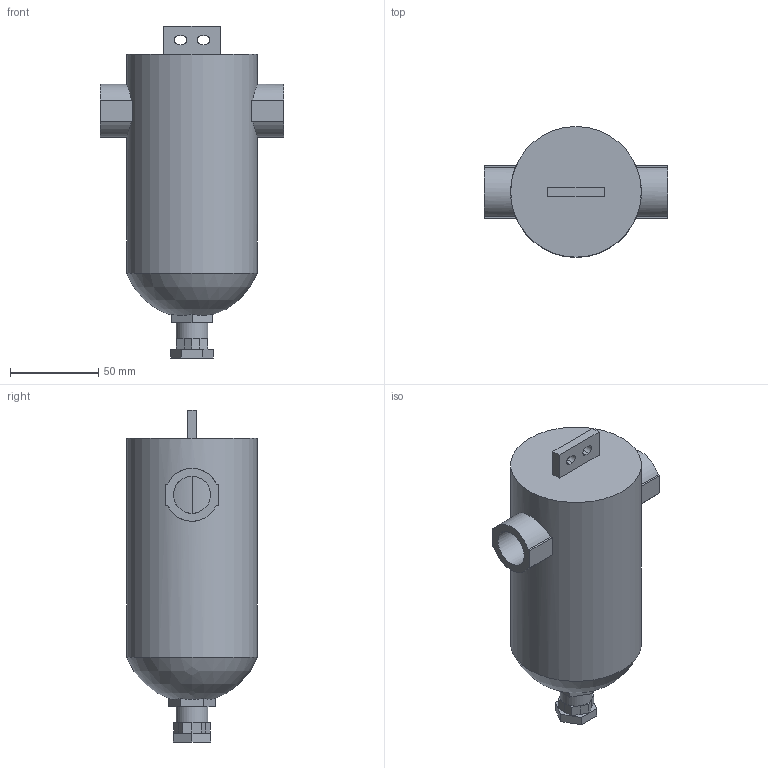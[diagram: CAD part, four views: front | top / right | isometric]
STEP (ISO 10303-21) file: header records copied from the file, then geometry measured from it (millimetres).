
FILE_DESCRIPTION(('FreeCAD Model'),'2;1');
FILE_NAME('Open CASCADE Shape Model','2021-08-19T16:47:42',( 'Anool Mahidharia'),('WyoLum'),'Open CASCADE STEP processor 7.4', 'FreeCAD','Unknown');
FILE_SCHEMA(('CONFIG_CONTROL_DESIGN','SHAPE_APPEARANCE_LAYER_MIM'));
Length unit declared in the file: millimetre
Products named in the file (1): hydint_separator
Bounding box: 104 x 74 x 188 mm (x, y, z)
Volume: 618716.7 mm3; surface area: 47920.6 mm2
Topology: 1 solids, 1 shells, 74 faces, 182 edges, 117 vertices
Faces by surface type: plane 58, cylinder 15, sphere 1
Full cylindrical faces by diameter (mm): 18 x1, 21 x2, 74 x1
Entity records: 2680 total; most frequent: CARTESIAN_POINT 852, ORIENTED_EDGE 364, DIRECTION 362, EDGE_CURVE 182, LINE 132, VECTOR 132, VERTEX_POINT 117, AXIS2_PLACEMENT_3D 115
